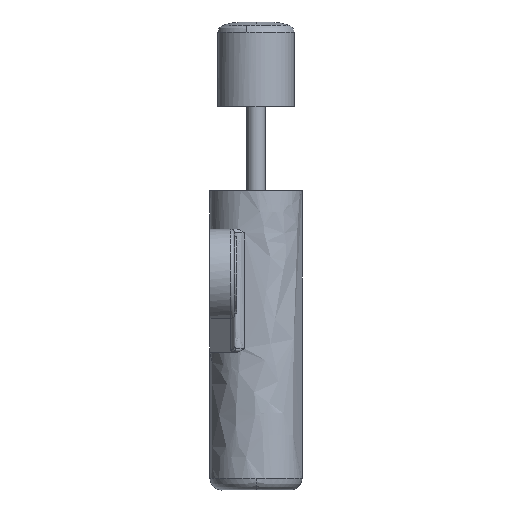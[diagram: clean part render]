
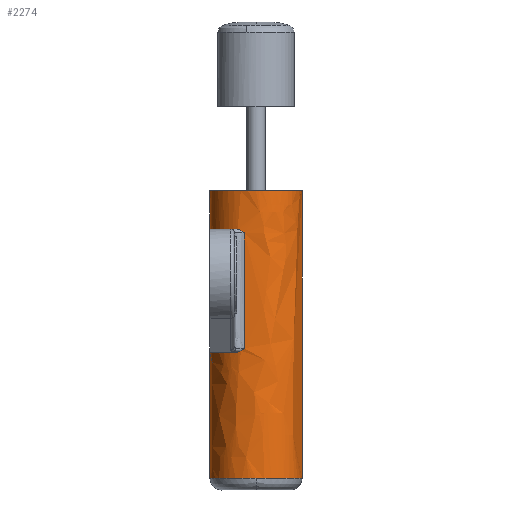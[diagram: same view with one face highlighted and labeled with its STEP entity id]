
A CAD part, left-side view. The second image highlights one B-rep face of the part: STEP entity #2274.
In plain terms, the highlighted free-form (B-spline) face has degree [2, 1] with [5, 2] control points.
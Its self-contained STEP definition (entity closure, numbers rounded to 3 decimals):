
#1462=CARTESIAN_POINT('',(-6.,0.,-37.5));
#1463=VERTEX_POINT('',#1462);
#1477=CARTESIAN_POINT('',(0.052,6.,-37.5));
#1478=VERTEX_POINT('',#1477);
#1479=CARTESIAN_POINT('',(0.052,6.,-37.5));
#1480=CARTESIAN_POINT('',(0.026,6.,-37.5));
#1481=CARTESIAN_POINT('',(0.0,6.0,-37.5));
#1482=CARTESIAN_POINT('',(-6.,6.0,-37.5));
#1483=CARTESIAN_POINT('',(-6.,0.,-37.5));
#1491=(BOUNDED_CURVE()B_SPLINE_CURVE(2,(#1479,#1480,#1481,#1482,#1483),.UNSPECIFIED.,.F.,.U.)B_SPLINE_CURVE_WITH_KNOTS((3,2,3),(0.248,0.25,0.5),.UNSPECIFIED.)CURVE()GEOMETRIC_REPRESENTATION_ITEM()RATIONAL_B_SPLINE_CURVE((0.996,0.998,1.0,0.707,1.0))REPRESENTATION_ITEM(''));
#1492=EDGE_CURVE('',#1478,#1463,#1491,.T.);
#1540=CARTESIAN_POINT('',(-0.052,-6.,-37.5));
#1541=VERTEX_POINT('',#1540);
#1557=CARTESIAN_POINT('',(-6.,0.,-37.5));
#1558=CARTESIAN_POINT('',(-6.0,-5.948,-37.5));
#1559=CARTESIAN_POINT('',(-0.052,-6.,-37.5));
#1567=(BOUNDED_CURVE()B_SPLINE_CURVE(2,(#1557,#1558,#1559),.UNSPECIFIED.,.F.,.U.)B_SPLINE_CURVE_WITH_KNOTS((3,3),(0.5,0.748),.UNSPECIFIED.)CURVE()GEOMETRIC_REPRESENTATION_ITEM()RATIONAL_B_SPLINE_CURVE((1.0,0.709,0.996))REPRESENTATION_ITEM(''));
#1568=EDGE_CURVE('',#1463,#1541,#1567,.T.);
#1580=CARTESIAN_POINT('',(0.052,6.,0.));
#1581=VERTEX_POINT('',#1580);
#1597=CARTESIAN_POINT('',(-6.0,0.0,0.0));
#1598=VERTEX_POINT('',#1597);
#1599=CARTESIAN_POINT('',(-6.0,0.0,0.0));
#1600=CARTESIAN_POINT('',(-6.0,6.0,0.0));
#1601=CARTESIAN_POINT('',(0.0,6.0,0.0));
#1602=CARTESIAN_POINT('',(0.026,6.0,0.0));
#1603=CARTESIAN_POINT('',(0.052,6.,0.0));
#1611=(BOUNDED_CURVE()B_SPLINE_CURVE(2,(#1599,#1600,#1601,#1602,#1603),.UNSPECIFIED.,.F.,.U.)B_SPLINE_CURVE_WITH_KNOTS((3,2,3),(0.5,0.75,0.752),.UNSPECIFIED.)CURVE()GEOMETRIC_REPRESENTATION_ITEM()RATIONAL_B_SPLINE_CURVE((1.0,0.707,1.0,0.998,0.996))REPRESENTATION_ITEM(''));
#1612=EDGE_CURVE('',#1598,#1581,#1611,.T.);
#1614=CARTESIAN_POINT('',(-0.052,-6.,0.));
#1615=VERTEX_POINT('',#1614);
#1616=CARTESIAN_POINT('',(-0.052,-6.,0.0));
#1617=CARTESIAN_POINT('',(-6.0,-5.948,0.0));
#1618=CARTESIAN_POINT('',(-6.0,0.0,0.0));
#1626=(BOUNDED_CURVE()B_SPLINE_CURVE(2,(#1616,#1617,#1618),.UNSPECIFIED.,.F.,.U.)B_SPLINE_CURVE_WITH_KNOTS((3,3),(0.252,0.5),.UNSPECIFIED.)CURVE()GEOMETRIC_REPRESENTATION_ITEM()RATIONAL_B_SPLINE_CURVE((0.996,0.709,1.0))REPRESENTATION_ITEM(''));
#1627=EDGE_CURVE('',#1615,#1598,#1626,.T.);
#2055=CARTESIAN_POINT('',(0.052,6.,-5.0));
#2056=VERTEX_POINT('',#2055);
#2070=CARTESIAN_POINT('',(0.052,6.,0.));
#2071=CARTESIAN_POINT('',(0.052,6.,-5.0));
#2072=QUASI_UNIFORM_CURVE('',1,(#2070,#2071),.UNSPECIFIED.,.F.,.U.);
#2073=EDGE_CURVE('',#1581,#2056,#2072,.T.);
#2077=CARTESIAN_POINT('',(-0.052,-6.,0.));
#2078=CARTESIAN_POINT('',(-0.052,-6.,-37.5));
#2079=QUASI_UNIFORM_CURVE('',1,(#2077,#2078),.UNSPECIFIED.,.F.,.U.);
#2080=EDGE_CURVE('',#1615,#1541,#2079,.T.);
#2084=CARTESIAN_POINT('',(0.052,6.,-21.025));
#2085=VERTEX_POINT('',#2084);
#2086=CARTESIAN_POINT('',(0.052,6.,-21.025));
#2087=CARTESIAN_POINT('',(0.052,6.,-37.5));
#2088=QUASI_UNIFORM_CURVE('',1,(#2086,#2087),.UNSPECIFIED.,.F.,.U.);
#2089=EDGE_CURVE('',#2085,#1478,#2088,.T.);
#2148=CARTESIAN_POINT('',(-0.052,-6.,0.938));
#2149=CARTESIAN_POINT('',(-6.052,-5.947,0.938));
#2150=CARTESIAN_POINT('',(-6.,0.052,0.938));
#2151=CARTESIAN_POINT('',(-5.947,6.052,0.938));
#2152=CARTESIAN_POINT('',(0.052,6.,0.938));
#2153=CARTESIAN_POINT('',(-0.052,-6.,-38.461));
#2154=CARTESIAN_POINT('',(-6.052,-5.947,-38.461));
#2155=CARTESIAN_POINT('',(-6.,0.052,-38.461));
#2156=CARTESIAN_POINT('',(-5.947,6.052,-38.461));
#2157=CARTESIAN_POINT('',(0.052,6.,-38.461));
#2165=(BOUNDED_SURFACE()B_SPLINE_SURFACE(2,1,((#2148,#2153),(#2149,#2154),(#2150,#2155),(#2151,#2156),(#2152,#2157)),.UNSPECIFIED.,.F.,.F.,.U.)B_SPLINE_SURFACE_WITH_KNOTS((3,2,3),(2,2),(0.0,9.941,19.882),(0.0,39.398),.UNSPECIFIED.)GEOMETRIC_REPRESENTATION_ITEM()RATIONAL_B_SPLINE_SURFACE(((1.0,1.0),(0.707,0.707),(1.0,1.0),(0.707,0.707),(1.0,1.0)))REPRESENTATION_ITEM('')SURFACE());
#2166=CARTESIAN_POINT('',(0.0,6.0,-5.0));
#2167=VERTEX_POINT('',#2166);
#2168=CARTESIAN_POINT('',(0.052,6.,-5.0));
#2169=CARTESIAN_POINT('',(0.026,6.0,-5.0));
#2170=CARTESIAN_POINT('',(0.0,6.0,-5.0));
#2178=(BOUNDED_CURVE()B_SPLINE_CURVE(2,(#2168,#2169,#2170),.UNSPECIFIED.,.F.,.U.)B_SPLINE_CURVE_WITH_KNOTS((3,3),(0.992,1.0),.UNSPECIFIED.)CURVE()GEOMETRIC_REPRESENTATION_ITEM()RATIONAL_B_SPLINE_CURVE((0.997,0.999,1.0))REPRESENTATION_ITEM(''));
#2179=EDGE_CURVE('',#2056,#2167,#2178,.T.);
#2180=ORIENTED_EDGE('',*,*,#2179,.T.);
#2181=CARTESIAN_POINT('',(-5.447,2.516,-5.0));
#2182=VERTEX_POINT('',#2181);
#2183=CARTESIAN_POINT('',(0.0,6.0,-5.0));
#2184=CARTESIAN_POINT('',(-3.837,6.0,-5.));
#2185=CARTESIAN_POINT('',(-5.447,2.516,-5.0));
#2193=(BOUNDED_CURVE()B_SPLINE_CURVE(2,(#2183,#2184,#2185),.UNSPECIFIED.,.F.,.U.)CURVE()GEOMETRIC_REPRESENTATION_ITEM()QUASI_UNIFORM_CURVE()RATIONAL_B_SPLINE_CURVE((1.0,0.842,1.0))REPRESENTATION_ITEM(''));
#2194=EDGE_CURVE('',#2167,#2182,#2193,.T.);
#2195=ORIENTED_EDGE('',*,*,#2194,.T.);
#2196=CARTESIAN_POINT('',(-5.798,1.543,-5.5));
#2197=VERTEX_POINT('',#2196);
#2198=CARTESIAN_POINT('',(-5.447,2.516,-5.0));
#2199=CARTESIAN_POINT('',(-5.467,2.472,-5.));
#2200=CARTESIAN_POINT('',(-5.487,2.427,-5.005));
#2201=CARTESIAN_POINT('',(-5.526,2.339,-5.021));
#2202=CARTESIAN_POINT('',(-5.544,2.295,-5.034));
#2203=CARTESIAN_POINT('',(-5.596,2.165,-5.079));
#2204=CARTESIAN_POINT('',(-5.627,2.083,-5.12));
#2205=CARTESIAN_POINT('',(-5.684,1.923,-5.214));
#2206=CARTESIAN_POINT('',(-5.71,1.845,-5.268));
#2207=CARTESIAN_POINT('',(-5.757,1.693,-5.381));
#2208=CARTESIAN_POINT('',(-5.778,1.618,-5.441));
#2209=CARTESIAN_POINT('',(-5.798,1.543,-5.5));
#2210=B_SPLINE_CURVE_WITH_KNOTS('',3,(#2198,#2199,#2200,#2201,#2202,#2203,#2204,#2205,#2206,#2207,#2208,#2209),.UNSPECIFIED.,.F.,.U.,(4,2,2,2,2,4),(0.0,0.125,0.25,0.5,0.75,1.0),.UNSPECIFIED.);
#2211=EDGE_CURVE('',#2182,#2197,#2210,.T.);
#2212=ORIENTED_EDGE('',*,*,#2211,.T.);
#2213=CARTESIAN_POINT('',(-5.798,1.543,-20.525));
#2214=VERTEX_POINT('',#2213);
#2215=CARTESIAN_POINT('',(-5.798,1.543,-5.5));
#2216=CARTESIAN_POINT('',(-5.798,1.543,-20.525));
#2217=QUASI_UNIFORM_CURVE('',1,(#2215,#2216),.UNSPECIFIED.,.F.,.U.);
#2218=EDGE_CURVE('',#2197,#2214,#2217,.T.);
#2219=ORIENTED_EDGE('',*,*,#2218,.T.);
#2220=CARTESIAN_POINT('',(-5.447,2.516,-21.025));
#2221=VERTEX_POINT('',#2220);
#2222=CARTESIAN_POINT('',(-5.798,1.543,-20.525));
#2223=CARTESIAN_POINT('',(-5.778,1.618,-20.584));
#2224=CARTESIAN_POINT('',(-5.757,1.693,-20.643));
#2225=CARTESIAN_POINT('',(-5.71,1.845,-20.757));
#2226=CARTESIAN_POINT('',(-5.684,1.923,-20.811));
#2227=CARTESIAN_POINT('',(-5.627,2.083,-20.905));
#2228=CARTESIAN_POINT('',(-5.596,2.165,-20.946));
#2229=CARTESIAN_POINT('',(-5.544,2.295,-20.991));
#2230=CARTESIAN_POINT('',(-5.526,2.339,-21.003));
#2231=CARTESIAN_POINT('',(-5.487,2.427,-21.02));
#2232=CARTESIAN_POINT('',(-5.467,2.472,-21.025));
#2233=CARTESIAN_POINT('',(-5.447,2.516,-21.025));
#2234=B_SPLINE_CURVE_WITH_KNOTS('',3,(#2222,#2223,#2224,#2225,#2226,#2227,#2228,#2229,#2230,#2231,#2232,#2233),.UNSPECIFIED.,.F.,.U.,(4,2,2,2,2,4),(0.0,0.25,0.5,0.75,0.875,1.0),.UNSPECIFIED.);
#2235=EDGE_CURVE('',#2214,#2221,#2234,.T.);
#2236=ORIENTED_EDGE('',*,*,#2235,.T.);
#2237=CARTESIAN_POINT('',(0.0,6.0,-21.025));
#2238=VERTEX_POINT('',#2237);
#2239=CARTESIAN_POINT('',(-5.447,2.516,-21.025));
#2240=CARTESIAN_POINT('',(-3.837,6.,-21.025));
#2241=CARTESIAN_POINT('',(0.0,6.0,-21.025));
#2249=(BOUNDED_CURVE()B_SPLINE_CURVE(2,(#2239,#2240,#2241),.UNSPECIFIED.,.F.,.U.)CURVE()GEOMETRIC_REPRESENTATION_ITEM()QUASI_UNIFORM_CURVE()RATIONAL_B_SPLINE_CURVE((1.0,0.842,1.0))REPRESENTATION_ITEM(''));
#2250=EDGE_CURVE('',#2221,#2238,#2249,.T.);
#2251=ORIENTED_EDGE('',*,*,#2250,.T.);
#2252=CARTESIAN_POINT('',(0.0,6.0,-21.025));
#2253=CARTESIAN_POINT('',(0.026,6.0,-21.025));
#2254=CARTESIAN_POINT('',(0.052,6.,-21.025));
#2262=(BOUNDED_CURVE()B_SPLINE_CURVE(2,(#2252,#2253,#2254),.UNSPECIFIED.,.F.,.U.)B_SPLINE_CURVE_WITH_KNOTS((3,3),(0.0,0.008),.UNSPECIFIED.)CURVE()GEOMETRIC_REPRESENTATION_ITEM()RATIONAL_B_SPLINE_CURVE((1.0,0.999,0.997))REPRESENTATION_ITEM(''));
#2263=EDGE_CURVE('',#2238,#2085,#2262,.T.);
#2264=ORIENTED_EDGE('',*,*,#2263,.T.);
#2265=ORIENTED_EDGE('',*,*,#2089,.T.);
#2266=ORIENTED_EDGE('',*,*,#1492,.T.);
#2267=ORIENTED_EDGE('',*,*,#1568,.T.);
#2268=ORIENTED_EDGE('',*,*,#2080,.F.);
#2269=ORIENTED_EDGE('',*,*,#1627,.T.);
#2270=ORIENTED_EDGE('',*,*,#1612,.T.);
#2271=ORIENTED_EDGE('',*,*,#2073,.T.);
#2272=EDGE_LOOP('',(#2180,#2195,#2212,#2219,#2236,#2251,#2264,#2265,#2266,#2267,#2268,#2269,#2270,#2271));
#2273=FACE_OUTER_BOUND('',#2272,.T.);
#2274=ADVANCED_FACE('',(#2273),#2165,.T.);
